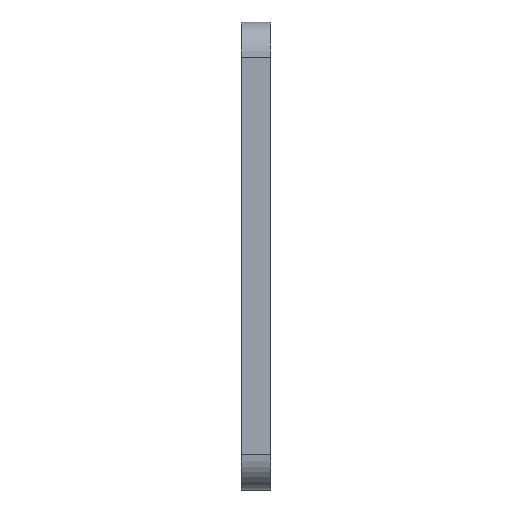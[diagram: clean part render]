
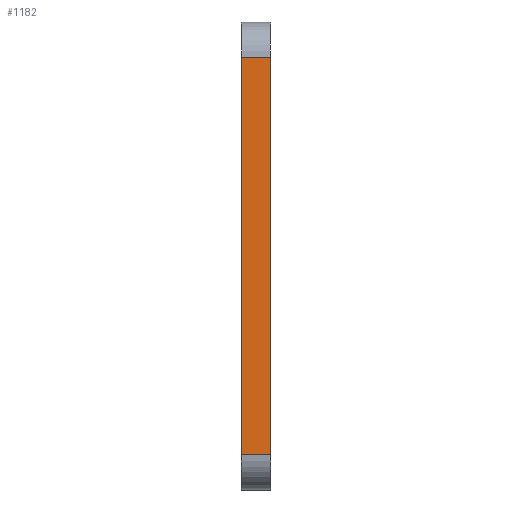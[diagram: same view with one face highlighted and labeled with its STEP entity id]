
A CAD part, left-side view. The second image highlights one B-rep face of the part: STEP entity #1182.
In plain terms, the highlighted planar face has unit normal (-1, 0, 0).
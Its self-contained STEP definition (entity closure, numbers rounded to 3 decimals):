
#313 = CARTESIAN_POINT ( 'NONE',  ( -77.5, 0., 34. ) ) ;
#318 = DIRECTION ( 'NONE',  ( 0., 0., -1. ) ) ;
#324 = VECTOR ( 'NONE', #1781, 1000. ) ;
#510 = EDGE_CURVE ( 'NONE', #2713, #2384, #731, .T. ) ;
#563 = EDGE_CURVE ( 'NONE', #788, #2713, #1888, .T. ) ;
#679 = VECTOR ( 'NONE', #1610, 1000. ) ;
#731 = LINE ( 'NONE', #2571, #324 ) ;
#788 = VERTEX_POINT ( 'NONE', #2666 ) ;
#838 = CARTESIAN_POINT ( 'NONE',  ( -77.5, 5., 40. ) ) ;
#911 = DIRECTION ( 'NONE',  ( 0., 0., 1. ) ) ;
#1033 = EDGE_LOOP ( 'NONE', ( #1665, #1565, #3089, #1465 ) ) ;
#1050 = PLANE ( 'NONE',  #2210 ) ;
#1098 = CARTESIAN_POINT ( 'NONE',  ( -77.5, 5., -34. ) ) ;
#1113 = VERTEX_POINT ( 'NONE', #2552 ) ;
#1182 = ADVANCED_FACE ( 'NONE', ( #1363 ), #1050, .F. ) ;
#1363 = FACE_OUTER_BOUND ( 'NONE', #1033, .T. ) ;
#1465 = ORIENTED_EDGE ( 'NONE', *, *, #2309, .T. ) ;
#1526 = VECTOR ( 'NONE', #911, 1000. ) ;
#1565 = ORIENTED_EDGE ( 'NONE', *, *, #510, .T. ) ;
#1610 = DIRECTION ( 'NONE',  ( 0., -1., 0. ) ) ;
#1665 = ORIENTED_EDGE ( 'NONE', *, *, #563, .T. ) ;
#1688 = CARTESIAN_POINT ( 'NONE',  ( -77.5, 5., 34. ) ) ;
#1781 = DIRECTION ( 'NONE',  ( 0., 1., 0. ) ) ;
#1820 = VECTOR ( 'NONE', #2837, 1000. ) ;
#1885 = DIRECTION ( 'NONE',  ( 1., 0., 0. ) ) ;
#1888 = LINE ( 'NONE', #2047, #1820 ) ;
#1978 = LINE ( 'NONE', #1098, #679 ) ;
#2047 = CARTESIAN_POINT ( 'NONE',  ( -77.5, 0., 40. ) ) ;
#2210 = AXIS2_PLACEMENT_3D ( 'NONE', #838, #1885, #318 ) ;
#2224 = LINE ( 'NONE', #2734, #1526 ) ;
#2309 = EDGE_CURVE ( 'NONE', #1113, #788, #1978, .T. ) ;
#2384 = VERTEX_POINT ( 'NONE', #1688 ) ;
#2552 = CARTESIAN_POINT ( 'NONE',  ( -77.5, 5., -34. ) ) ;
#2571 = CARTESIAN_POINT ( 'NONE',  ( -77.5, 5., 34. ) ) ;
#2666 = CARTESIAN_POINT ( 'NONE',  ( -77.5, 0., -34. ) ) ;
#2713 = VERTEX_POINT ( 'NONE', #313 ) ;
#2734 = CARTESIAN_POINT ( 'NONE',  ( -77.5, 5., 40. ) ) ;
#2837 = DIRECTION ( 'NONE',  ( 0., 0., 1. ) ) ;
#3089 = ORIENTED_EDGE ( 'NONE', *, *, #3259, .F. ) ;
#3259 = EDGE_CURVE ( 'NONE', #1113, #2384, #2224, .T. ) ;
